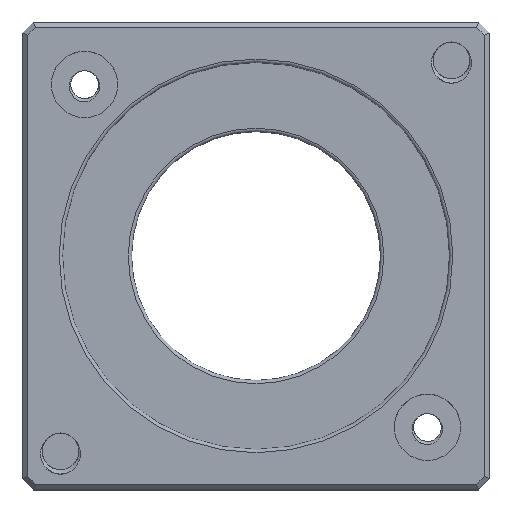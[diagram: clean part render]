
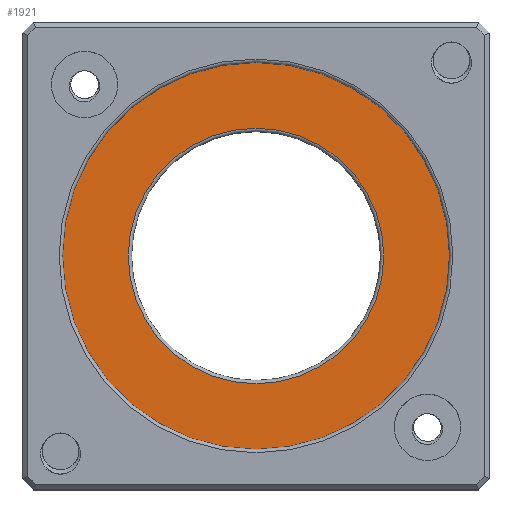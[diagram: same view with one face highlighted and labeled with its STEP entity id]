
A CAD part, top view. The second image highlights one B-rep face of the part: STEP entity #1921.
In plain terms, the highlighted planar face has unit normal (0, 0, 1).
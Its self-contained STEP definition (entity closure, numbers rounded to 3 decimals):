
#34=FACE_BOUND('',#273,.T.);
#62=PLANE('',#2076);
#154=FACE_OUTER_BOUND('',#272,.T.);
#272=EDGE_LOOP('',(#1559));
#273=EDGE_LOOP('',(#1560));
#327=CIRCLE('',#2072,17.5);
#328=CIRCLE('',#2074,11.55);
#890=VERTEX_POINT('',#5179);
#891=VERTEX_POINT('',#5183);
#1154=EDGE_CURVE('',#890,#890,#327,.T.);
#1155=EDGE_CURVE('',#891,#891,#328,.T.);
#1559=ORIENTED_EDGE('',*,*,#1154,.F.);
#1560=ORIENTED_EDGE('',*,*,#1155,.F.);
#1921=ADVANCED_FACE('',(#154,#34),#62,.T.);
#2072=AXIS2_PLACEMENT_3D('',#5181,#2436,#2437);
#2074=AXIS2_PLACEMENT_3D('',#5184,#2440,#2441);
#2076=AXIS2_PLACEMENT_3D('',#5186,#2444,#2445);
#2436=DIRECTION('center_axis',(0.,0.,-1.));
#2437=DIRECTION('ref_axis',(-1.,0.,0.));
#2440=DIRECTION('center_axis',(0.,0.,1.));
#2441=DIRECTION('ref_axis',(1.,0.,0.));
#2444=DIRECTION('center_axis',(0.,0.,1.));
#2445=DIRECTION('ref_axis',(-1.,0.,0.));
#5179=CARTESIAN_POINT('',(38.65,21.15,5.4));
#5181=CARTESIAN_POINT('Origin',(21.15,21.15,5.4));
#5183=CARTESIAN_POINT('',(32.7,21.15,5.4));
#5184=CARTESIAN_POINT('Origin',(21.15,21.15,5.4));
#5186=CARTESIAN_POINT('Origin',(21.15,21.15,5.4));
